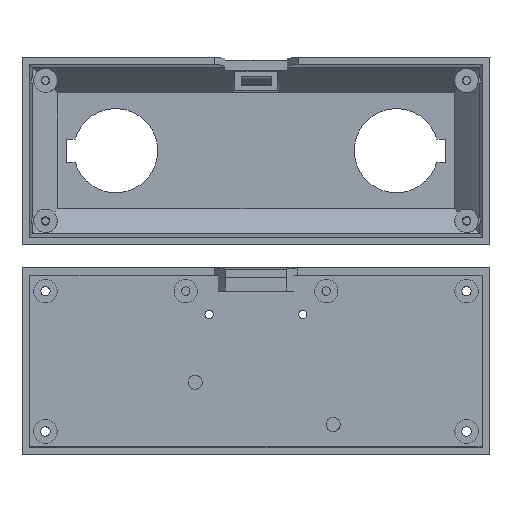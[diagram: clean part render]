
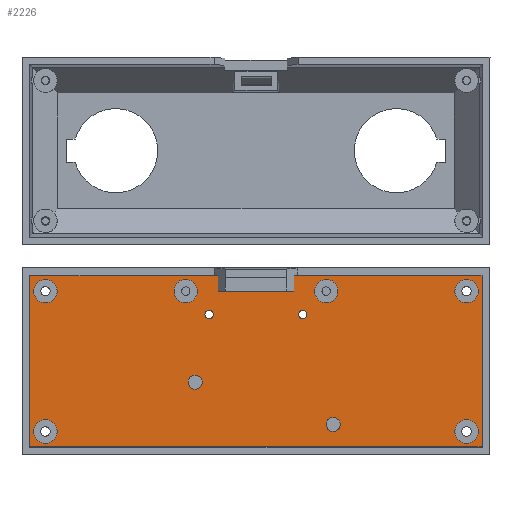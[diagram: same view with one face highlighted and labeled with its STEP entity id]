
A CAD part, top view. The second image highlights one B-rep face of the part: STEP entity #2226.
In plain terms, the highlighted planar face has unit normal (0, 0, 1).
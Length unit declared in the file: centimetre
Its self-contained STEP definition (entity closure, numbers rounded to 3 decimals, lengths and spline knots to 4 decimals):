
#105=FACE_BOUND($,#482,.T.);
#106=FACE_BOUND($,#483,.T.);
#107=FACE_BOUND($,#484,.T.);
#108=FACE_BOUND($,#485,.T.);
#109=FACE_BOUND($,#486,.T.);
#110=FACE_BOUND($,#487,.T.);
#111=FACE_BOUND($,#488,.T.);
#112=FACE_BOUND($,#489,.T.);
#113=FACE_BOUND($,#490,.T.);
#114=FACE_BOUND($,#491,.T.);
#173=CIRCLE($,#2415,0.09);
#174=CIRCLE($,#2417,0.09);
#175=CIRCLE($,#2425,0.15);
#176=CIRCLE($,#2426,0.15);
#177=CIRCLE($,#2427,0.25);
#178=CIRCLE($,#2428,0.25);
#179=CIRCLE($,#2429,0.25);
#180=CIRCLE($,#2430,0.25);
#181=CIRCLE($,#2431,0.25);
#182=CIRCLE($,#2432,0.25);
#302=FACE_OUTER_BOUND($,#481,.T.);
#481=EDGE_LOOP($,(#1942,#1943,#1944,#1945,#1946,#1947,#1948,#1949));
#482=EDGE_LOOP($,(#1950));
#483=EDGE_LOOP($,(#1951));
#484=EDGE_LOOP($,(#1952));
#485=EDGE_LOOP($,(#1953));
#486=EDGE_LOOP($,(#1954));
#487=EDGE_LOOP($,(#1955));
#488=EDGE_LOOP($,(#1956));
#489=EDGE_LOOP($,(#1957));
#490=EDGE_LOOP($,(#1958));
#491=EDGE_LOOP($,(#1959));
#690=LINE($,#3507,#899);
#707=LINE($,#3541,#916);
#728=LINE($,#3648,#937);
#730=LINE($,#3652,#939);
#732=LINE($,#3656,#941);
#734=LINE($,#3660,#943);
#735=LINE($,#3662,#944);
#736=LINE($,#3664,#945);
#899=VECTOR($,#2851,0.33);
#916=VECTOR($,#2874,0.33);
#937=VECTOR($,#2995,4.0211);
#939=VECTOR($,#2999,3.66);
#941=VECTOR($,#3003,9.66);
#943=VECTOR($,#3007,3.66);
#944=VECTOR($,#3010,4.0211);
#945=VECTOR($,#3013,1.6177);
#1078=VERTEX_POINT($,#3504);
#1079=VERTEX_POINT($,#3506);
#1092=VERTEX_POINT($,#3538);
#1093=VERTEX_POINT($,#3540);
#1127=VERTEX_POINT($,#3640);
#1128=VERTEX_POINT($,#3643);
#1129=VERTEX_POINT($,#3646);
#1130=VERTEX_POINT($,#3650);
#1131=VERTEX_POINT($,#3654);
#1132=VERTEX_POINT($,#3658);
#1133=VERTEX_POINT($,#3667);
#1134=VERTEX_POINT($,#3669);
#1135=VERTEX_POINT($,#3671);
#1136=VERTEX_POINT($,#3673);
#1137=VERTEX_POINT($,#3675);
#1138=VERTEX_POINT($,#3677);
#1139=VERTEX_POINT($,#3679);
#1140=VERTEX_POINT($,#3681);
#1344=EDGE_CURVE($,#1078,#1079,#690,.F.);
#1361=EDGE_CURVE($,#1093,#1092,#707,.F.);
#1403=EDGE_CURVE($,#1127,#1127,#173,.T.);
#1404=EDGE_CURVE($,#1128,#1128,#174,.T.);
#1406=EDGE_CURVE($,#1078,#1129,#728,.T.);
#1408=EDGE_CURVE($,#1130,#1129,#730,.T.);
#1410=EDGE_CURVE($,#1130,#1131,#732,.T.);
#1412=EDGE_CURVE($,#1132,#1131,#734,.T.);
#1413=EDGE_CURVE($,#1132,#1093,#735,.T.);
#1414=EDGE_CURVE($,#1079,#1092,#736,.T.);
#1416=EDGE_CURVE($,#1133,#1133,#175,.T.);
#1417=EDGE_CURVE($,#1134,#1134,#176,.T.);
#1418=EDGE_CURVE($,#1135,#1135,#177,.T.);
#1419=EDGE_CURVE($,#1136,#1136,#178,.T.);
#1420=EDGE_CURVE($,#1137,#1137,#179,.T.);
#1421=EDGE_CURVE($,#1138,#1138,#180,.T.);
#1422=EDGE_CURVE($,#1139,#1139,#181,.T.);
#1423=EDGE_CURVE($,#1140,#1140,#182,.T.);
#1942=ORIENTED_EDGE($,*,*,#1413,.T.);
#1943=ORIENTED_EDGE($,*,*,#1361,.T.);
#1944=ORIENTED_EDGE($,*,*,#1414,.F.);
#1945=ORIENTED_EDGE($,*,*,#1344,.F.);
#1946=ORIENTED_EDGE($,*,*,#1406,.T.);
#1947=ORIENTED_EDGE($,*,*,#1408,.F.);
#1948=ORIENTED_EDGE($,*,*,#1410,.T.);
#1949=ORIENTED_EDGE($,*,*,#1412,.F.);
#1950=ORIENTED_EDGE($,*,*,#1416,.T.);
#1951=ORIENTED_EDGE($,*,*,#1417,.T.);
#1952=ORIENTED_EDGE($,*,*,#1418,.T.);
#1953=ORIENTED_EDGE($,*,*,#1419,.T.);
#1954=ORIENTED_EDGE($,*,*,#1420,.T.);
#1955=ORIENTED_EDGE($,*,*,#1421,.T.);
#1956=ORIENTED_EDGE($,*,*,#1422,.T.);
#1957=ORIENTED_EDGE($,*,*,#1423,.T.);
#1958=ORIENTED_EDGE($,*,*,#1404,.T.);
#1959=ORIENTED_EDGE($,*,*,#1403,.T.);
#2099=PLANE($,#2424);
#2226=ADVANCED_FACE($,(#302,#105,#106,#107,#108,#109,#110,#111,#112,#113,
#114),#2099,.T.);
#2415=AXIS2_PLACEMENT_3D($,#3641,#2986,#2987);
#2417=AXIS2_PLACEMENT_3D($,#3644,#2990,#2991);
#2424=AXIS2_PLACEMENT_3D($,#3666,#3015,#3016);
#2425=AXIS2_PLACEMENT_3D($,#3668,#3017,#3018);
#2426=AXIS2_PLACEMENT_3D($,#3670,#3019,#3020);
#2427=AXIS2_PLACEMENT_3D($,#3672,#3021,#3022);
#2428=AXIS2_PLACEMENT_3D($,#3674,#3023,#3024);
#2429=AXIS2_PLACEMENT_3D($,#3676,#3025,#3026);
#2430=AXIS2_PLACEMENT_3D($,#3678,#3027,#3028);
#2431=AXIS2_PLACEMENT_3D($,#3680,#3029,#3030);
#2432=AXIS2_PLACEMENT_3D($,#3682,#3031,#3032);
#2851=DIRECTION($,(0.,1.,0.));
#2874=DIRECTION($,(0.,1.,0.));
#2986=DIRECTION('center_axis',(0.,0.,-1.));
#2987=DIRECTION('ref_axis',(-1.,0.,0.));
#2990=DIRECTION('center_axis',(0.,0.,-1.));
#2991=DIRECTION('ref_axis',(1.,0.,0.));
#2995=DIRECTION($,(-1.,0.,0.));
#2999=DIRECTION($,(0.,1.,0.));
#3003=DIRECTION($,(1.,0.,0.));
#3007=DIRECTION($,(0.,-1.,0.));
#3010=DIRECTION($,(-1.,0.,0.));
#3013=DIRECTION($,(1.,0.,0.));
#3015=DIRECTION('center_axis',(0.,0.,1.));
#3016=DIRECTION('ref_axis',(1.,0.,0.));
#3017=DIRECTION('center_axis',(0.,0.,-1.));
#3018=DIRECTION('ref_axis',(1.,0.,0.));
#3019=DIRECTION('center_axis',(0.,0.,-1.));
#3020=DIRECTION('ref_axis',(1.,0.,0.));
#3021=DIRECTION('center_axis',(0.,0.,-1.));
#3022=DIRECTION('ref_axis',(-1.,0.,0.));
#3023=DIRECTION('center_axis',(0.,0.,-1.));
#3024=DIRECTION('ref_axis',(1.,0.,0.));
#3025=DIRECTION('center_axis',(0.,0.,-1.));
#3026=DIRECTION('ref_axis',(-1.,0.,0.));
#3027=DIRECTION('center_axis',(0.,0.,-1.));
#3028=DIRECTION('ref_axis',(-1.,0.,0.));
#3029=DIRECTION('center_axis',(0.,0.,-1.));
#3030=DIRECTION('ref_axis',(-1.,0.,0.));
#3031=DIRECTION('center_axis',(0.,0.,-1.));
#3032=DIRECTION('ref_axis',(1.,0.,0.));
#3504=CARTESIAN_POINT('',(-8.3088,6.3299,0.3));
#3506=CARTESIAN_POINT('',(-8.3088,5.9999,0.3));
#3507=CARTESIAN_POINT($,(-8.3088,0.9211,0.3));
#3538=CARTESIAN_POINT('',(-6.6911,5.9999,0.3));
#3540=CARTESIAN_POINT('',(-6.6911,6.3299,0.3));
#3541=CARTESIAN_POINT($,(-6.6911,0.9211,0.3));
#3640=CARTESIAN_POINT('',(-6.5899,5.4999,0.3));
#3641=CARTESIAN_POINT('Origin',(-6.4999,5.4999,0.3));
#3643=CARTESIAN_POINT('',(-8.4099,5.4999,0.3));
#3644=CARTESIAN_POINT('Origin',(-8.4999,5.4999,0.3));
#3646=CARTESIAN_POINT('',(-12.3299,6.3299,0.3));
#3648=CARTESIAN_POINT($,(-12.1557,6.3299,0.3));
#3650=CARTESIAN_POINT('',(-12.3299,2.6699,0.3));
#3652=CARTESIAN_POINT($,(-12.3299,0.8414,0.3));
#3654=CARTESIAN_POINT('',(-2.6699,2.6699,0.3));
#3656=CARTESIAN_POINT($,(-7.3157,2.6699,0.3));
#3658=CARTESIAN_POINT('',(-2.6699,6.3299,0.3));
#3660=CARTESIAN_POINT($,(-2.6699,-0.9986,0.3));
#3662=CARTESIAN_POINT($,(-12.1557,6.3299,0.3));
#3664=CARTESIAN_POINT($,(-6.8549,5.9999,0.3));
#3666=CARTESIAN_POINT('Origin',(-11.9715,-4.657,0.3));
#3667=CARTESIAN_POINT('',(-5.6999,3.1499,0.3));
#3668=CARTESIAN_POINT('Origin',(-5.8499,3.1499,0.3));
#3669=CARTESIAN_POINT('',(-8.6499,4.0499,0.3));
#3670=CARTESIAN_POINT('Origin',(-8.7999,4.0499,0.3));
#3671=CARTESIAN_POINT('',(-6.2499,5.9999,0.3));
#3672=CARTESIAN_POINT('Origin',(-5.9999,5.9999,0.3));
#3673=CARTESIAN_POINT('',(-8.7499,5.9999,0.3));
#3674=CARTESIAN_POINT('Origin',(-8.9999,5.9999,0.3));
#3675=CARTESIAN_POINT('',(-3.2499,2.9999,0.3));
#3676=CARTESIAN_POINT('Origin',(-2.9999,2.9999,0.3));
#3677=CARTESIAN_POINT('',(-3.2499,5.9999,0.3));
#3678=CARTESIAN_POINT('Origin',(-2.9999,5.9999,0.3));
#3679=CARTESIAN_POINT('',(-12.2499,2.9999,0.3));
#3680=CARTESIAN_POINT('Origin',(-11.9999,2.9999,0.3));
#3681=CARTESIAN_POINT('',(-11.7499,5.9999,0.3));
#3682=CARTESIAN_POINT('Origin',(-11.9999,5.9999,0.3));
